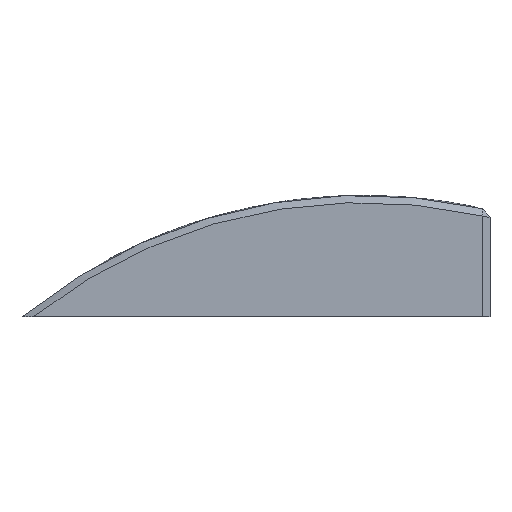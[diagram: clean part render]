
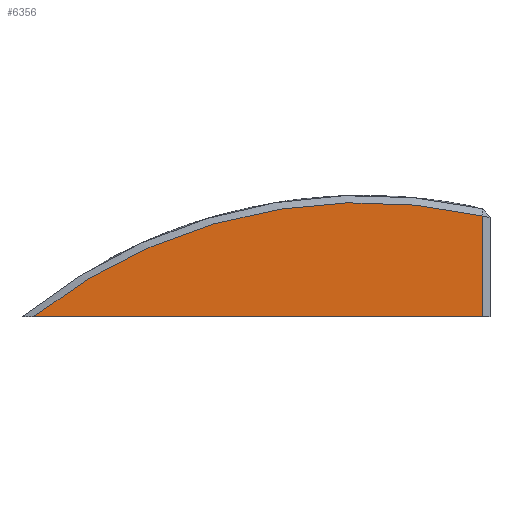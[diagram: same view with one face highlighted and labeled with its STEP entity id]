
A CAD part, left-side view. The second image highlights one B-rep face of the part: STEP entity #6356.
In plain terms, the highlighted planar face has unit normal (-1, 0, 0).
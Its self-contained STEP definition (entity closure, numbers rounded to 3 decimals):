
#43 = PLANE('',#44);
#44 = AXIS2_PLACEMENT_3D('',#45,#46,#47);
#45 = CARTESIAN_POINT('',(-55.,-55.,-33.6));
#46 = DIRECTION('',(0.,0.,1.));
#47 = DIRECTION('',(1.,0.,0.));
#72 = CONICAL_SURFACE('',#73,150.,0.785);
#73 = AXIS2_PLACEMENT_3D('',#74,#75,#76);
#74 = CARTESIAN_POINT('',(-53.,-20.,-150.));
#75 = DIRECTION('',(1.,-0.,0.));
#76 = DIRECTION('',(0.,0.631,0.776));
#2622 = EDGE_CURVE('',#2623,#2625,#2627,.T.);
#2623 = VERTEX_POINT('',#2624);
#2624 = CARTESIAN_POINT('',(-55.,-53.,-33.6));
#2625 = VERTEX_POINT('',#2626);
#2626 = CARTESIAN_POINT('',(-55.,71.406,-33.6));
#2627 = SURFACE_CURVE('',#2628,(#2632,#2639),.PCURVE_S1.);
#2628 = LINE('',#2629,#2630);
#2629 = CARTESIAN_POINT('',(-55.,-55.,-33.6));
#2630 = VECTOR('',#2631,1.);
#2631 = DIRECTION('',(0.,1.,0.));
#2632 = PCURVE('',#43,#2633);
#2633 = DEFINITIONAL_REPRESENTATION('',(#2634),#2638);
#2634 = LINE('',#2635,#2636);
#2635 = CARTESIAN_POINT('',(0.,0.));
#2636 = VECTOR('',#2637,1.);
#2637 = DIRECTION('',(0.,1.));
#2638 = ( GEOMETRIC_REPRESENTATION_CONTEXT(2) 
PARAMETRIC_REPRESENTATION_CONTEXT() REPRESENTATION_CONTEXT('2D SPACE',''
  ) );
#2639 = PCURVE('',#2640,#2645);
#2640 = PLANE('',#2641);
#2641 = AXIS2_PLACEMENT_3D('',#2642,#2643,#2644);
#2642 = CARTESIAN_POINT('',(-55.,-20.,-150.));
#2643 = DIRECTION('',(1.,0.,0.));
#2644 = DIRECTION('',(0.,0.,-1.));
#2645 = DEFINITIONAL_REPRESENTATION('',(#2646),#2650);
#2646 = LINE('',#2647,#2648);
#2647 = CARTESIAN_POINT('',(-116.4,-35.));
#2648 = VECTOR('',#2649,1.);
#2649 = DIRECTION('',(0.,1.));
#2650 = ( GEOMETRIC_REPRESENTATION_CONTEXT(2) 
PARAMETRIC_REPRESENTATION_CONTEXT() REPRESENTATION_CONTEXT('2D SPACE',''
  ) );
#2668 = PLANE('',#2669);
#2669 = AXIS2_PLACEMENT_3D('',#2670,#2671,#2672);
#2670 = CARTESIAN_POINT('',(-54.,-54.,-33.6));
#2671 = DIRECTION('',(-0.707,-0.707,0.));
#2672 = DIRECTION('',(-0.,-0.,-1.));
#3409 = VERTEX_POINT('',#3410);
#3410 = CARTESIAN_POINT('',(-55.,-53.,-5.726));
#3440 = EDGE_CURVE('',#2625,#3409,#3441,.T.);
#3441 = SURFACE_CURVE('',#3442,(#3447,#3454),.PCURVE_S1.);
#3442 = CIRCLE('',#3443,148.);
#3443 = AXIS2_PLACEMENT_3D('',#3444,#3445,#3446);
#3444 = CARTESIAN_POINT('',(-55.,-20.,-150.));
#3445 = DIRECTION('',(1.,0.,0.));
#3446 = DIRECTION('',(0.,0.631,0.776));
#3447 = PCURVE('',#72,#3448);
#3448 = DEFINITIONAL_REPRESENTATION('',(#3449),#3453);
#3449 = LINE('',#3450,#3451);
#3450 = CARTESIAN_POINT('',(0.,-2.));
#3451 = VECTOR('',#3452,1.);
#3452 = DIRECTION('',(1.,-0.));
#3453 = ( GEOMETRIC_REPRESENTATION_CONTEXT(2) 
PARAMETRIC_REPRESENTATION_CONTEXT() REPRESENTATION_CONTEXT('2D SPACE',''
  ) );
#3454 = PCURVE('',#2640,#3455);
#3455 = DEFINITIONAL_REPRESENTATION('',(#3456),#3460);
#3456 = CIRCLE('',#3457,148.);
#3457 = AXIS2_PLACEMENT_2D('',#3458,#3459);
#3458 = CARTESIAN_POINT('',(0.,0.));
#3459 = DIRECTION('',(-0.776,0.631));
#3460 = ( GEOMETRIC_REPRESENTATION_CONTEXT(2) 
PARAMETRIC_REPRESENTATION_CONTEXT() REPRESENTATION_CONTEXT('2D SPACE',''
  ) );
#6356 = ADVANCED_FACE('',(#6357),#2640,.F.);
#6357 = FACE_BOUND('',#6358,.F.);
#6358 = EDGE_LOOP('',(#6359,#6360,#6361));
#6359 = ORIENTED_EDGE('',*,*,#2622,.T.);
#6360 = ORIENTED_EDGE('',*,*,#3440,.T.);
#6361 = ORIENTED_EDGE('',*,*,#6362,.F.);
#6362 = EDGE_CURVE('',#2623,#3409,#6363,.T.);
#6363 = SURFACE_CURVE('',#6364,(#6368,#6375),.PCURVE_S1.);
#6364 = LINE('',#6365,#6366);
#6365 = CARTESIAN_POINT('',(-55.,-53.,-33.6));
#6366 = VECTOR('',#6367,1.);
#6367 = DIRECTION('',(0.,0.,1.));
#6368 = PCURVE('',#2640,#6369);
#6369 = DEFINITIONAL_REPRESENTATION('',(#6370),#6374);
#6370 = LINE('',#6371,#6372);
#6371 = CARTESIAN_POINT('',(-116.4,-33.));
#6372 = VECTOR('',#6373,1.);
#6373 = DIRECTION('',(-1.,0.));
#6374 = ( GEOMETRIC_REPRESENTATION_CONTEXT(2) 
PARAMETRIC_REPRESENTATION_CONTEXT() REPRESENTATION_CONTEXT('2D SPACE',''
  ) );
#6375 = PCURVE('',#2668,#6376);
#6376 = DEFINITIONAL_REPRESENTATION('',(#6377),#6381);
#6377 = LINE('',#6378,#6379);
#6378 = CARTESIAN_POINT('',(-0.,-1.414));
#6379 = VECTOR('',#6380,1.);
#6380 = DIRECTION('',(-1.,0.));
#6381 = ( GEOMETRIC_REPRESENTATION_CONTEXT(2) 
PARAMETRIC_REPRESENTATION_CONTEXT() REPRESENTATION_CONTEXT('2D SPACE',''
  ) );
